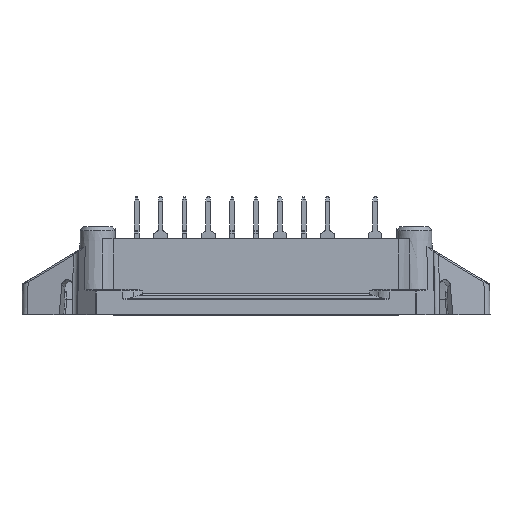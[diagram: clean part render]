
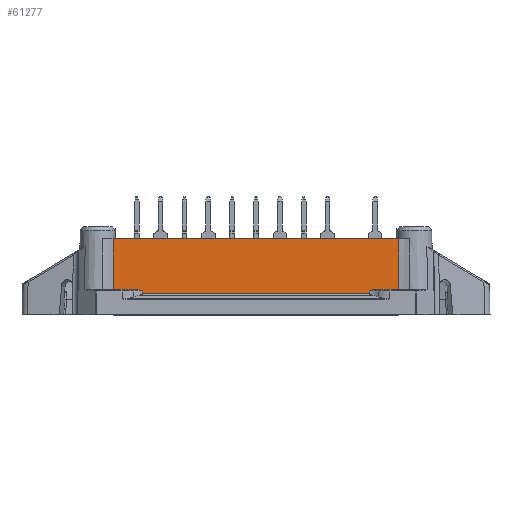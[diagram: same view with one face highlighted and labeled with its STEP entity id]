
A CAD part, front view. The second image highlights one B-rep face of the part: STEP entity #61277.
In plain terms, the highlighted planar face has unit normal (0, -1, 0.018).
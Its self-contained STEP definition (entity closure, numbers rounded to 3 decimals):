
#3284=B_SPLINE_CURVE_WITH_KNOTS('',3,(#84692,#84693,#84694,#84695,#84696,
#84697,#84698),.UNSPECIFIED.,.F.,.F.,(4,1,1,1,4),(0.,
0.,0.,0.,0.001),
 .UNSPECIFIED.);
#3294=B_SPLINE_CURVE_WITH_KNOTS('',3,(#84836,#84837,#84838,#84839),
 .UNSPECIFIED.,.F.,.F.,(4,4),(0.,0.001),
 .UNSPECIFIED.);
#3295=B_SPLINE_CURVE_WITH_KNOTS('',3,(#84853,#84854,#84855,#84856),
 .UNSPECIFIED.,.F.,.F.,(4,4),(0.001,0.001),
 .UNSPECIFIED.);
#3319=B_SPLINE_CURVE_WITH_KNOTS('',3,(#85143,#85144,#85145,#85146),
 .UNSPECIFIED.,.F.,.F.,(4,4),(0.,0.007),
 .UNSPECIFIED.);
#3321=B_SPLINE_CURVE_WITH_KNOTS('',3,(#85155,#85156,#85157,#85158,#85159,
#85160),.UNSPECIFIED.,.F.,.F.,(4,1,1,4),(0.,0.,0.001,
0.001),.UNSPECIFIED.);
#3322=B_SPLINE_CURVE_WITH_KNOTS('',3,(#85172,#85173,#85174,#85175),
 .UNSPECIFIED.,.F.,.F.,(4,4),(0.,0.007),.UNSPECIFIED.);
#5330=ORIENTED_EDGE('',*,*,#18168,.T.);
#5331=ORIENTED_EDGE('',*,*,#18124,.T.);
#5332=ORIENTED_EDGE('',*,*,#18175,.T.);
#5333=ORIENTED_EDGE('',*,*,#18117,.T.);
#5334=ORIENTED_EDGE('',*,*,#18194,.F.);
#5335=ORIENTED_EDGE('',*,*,#18263,.T.);
#5336=ORIENTED_EDGE('',*,*,#17496,.T.);
#5337=ORIENTED_EDGE('',*,*,#18272,.T.);
#5338=ORIENTED_EDGE('',*,*,#18273,.T.);
#5339=ORIENTED_EDGE('',*,*,#18266,.T.);
#17496=EDGE_CURVE('',#24073,#24072,#27892,.F.);
#18117=EDGE_CURVE('',#24628,#24629,#3284,.T.);
#18124=EDGE_CURVE('',#24633,#24635,#28171,.F.);
#18168=EDGE_CURVE('',#24663,#24633,#3294,.T.);
#18175=EDGE_CURVE('',#24635,#24628,#3295,.T.);
#18194=EDGE_CURVE('',#24681,#24629,#28191,.F.);
#18263=EDGE_CURVE('',#24681,#24073,#3319,.T.);
#18266=EDGE_CURVE('',#24724,#24663,#3321,.T.);
#18272=EDGE_CURVE('',#24072,#24728,#3322,.T.);
#18273=EDGE_CURVE('',#24728,#24724,#28221,.F.);
#24072=VERTEX_POINT('',#82917);
#24073=VERTEX_POINT('',#82919);
#24628=VERTEX_POINT('',#84699);
#24629=VERTEX_POINT('',#84700);
#24633=VERTEX_POINT('',#84714);
#24635=VERTEX_POINT('',#84723);
#24663=VERTEX_POINT('',#84840);
#24681=VERTEX_POINT('',#84899);
#24724=VERTEX_POINT('',#85161);
#24728=VERTEX_POINT('',#85176);
#27892=LINE('',#82918,#32068);
#28171=LINE('',#84724,#32347);
#28191=LINE('',#84900,#32367);
#28221=LINE('',#85177,#32397);
#32068=VECTOR('',#69209,1000.);
#32347=VECTOR('',#70126,1000.);
#32367=VECTOR('',#70272,1000.);
#32397=VECTOR('',#70398,1000.);
#36216=EDGE_LOOP('',(#5330,#5331,#5332,#5333,#5334,#5335,#5336,#5337,#5338,
#5339));
#38984=FACE_BOUND('',#36216,.T.);
#41562=PLANE('',#64472);
#61277=ADVANCED_FACE('',(#38984),#41562,.T.);
#64472=AXIS2_PLACEMENT_3D('',#85171,#70396,#70397);
#69209=DIRECTION('',(1.,0.,0.));
#70126=DIRECTION('',(-1.,0.,0.));
#70272=DIRECTION('',(1.,0.,0.));
#70396=DIRECTION('',(0.,-1.,0.017));
#70397=DIRECTION('',(0.,0.017,1.));
#70398=DIRECTION('',(-1.,0.,0.));
#82917=CARTESIAN_POINT('',(-19.154,-16.103,10.2));
#82918=CARTESIAN_POINT('',(-26.5,-16.103,10.2));
#82919=CARTESIAN_POINT('',(19.154,-16.103,10.2));
#84692=CARTESIAN_POINT('',(15.277,-16.225,3.203));
#84693=CARTESIAN_POINT('',(15.277,-16.224,3.233));
#84694=CARTESIAN_POINT('',(15.331,-16.223,3.273));
#84695=CARTESIAN_POINT('',(15.431,-16.223,3.319));
#84696=CARTESIAN_POINT('',(15.627,-16.222,3.377));
#84697=CARTESIAN_POINT('',(15.794,-16.221,3.4));
#84698=CARTESIAN_POINT('',(15.909,-16.221,3.4));
#84699=CARTESIAN_POINT('',(15.277,-16.225,3.203));
#84700=CARTESIAN_POINT('',(15.909,-16.221,3.4));
#84714=CARTESIAN_POINT('',(-15.277,-16.231,2.822));
#84723=CARTESIAN_POINT('',(15.277,-16.231,2.822));
#84724=CARTESIAN_POINT('',(15.276,-16.231,2.822));
#84836=CARTESIAN_POINT('',(-15.277,-16.225,3.203));
#84837=CARTESIAN_POINT('',(-15.277,-16.227,3.076));
#84838=CARTESIAN_POINT('',(-15.277,-16.229,2.949));
#84839=CARTESIAN_POINT('',(-15.277,-16.231,2.822));
#84840=CARTESIAN_POINT('',(-15.277,-16.225,3.203));
#84853=CARTESIAN_POINT('',(15.277,-16.231,2.822));
#84854=CARTESIAN_POINT('',(15.277,-16.229,2.949));
#84855=CARTESIAN_POINT('',(15.277,-16.227,3.076));
#84856=CARTESIAN_POINT('',(15.277,-16.225,3.203));
#84899=CARTESIAN_POINT('',(19.136,-16.221,3.4));
#84900=CARTESIAN_POINT('',(-26.5,-16.221,3.4));
#85143=CARTESIAN_POINT('',(19.136,-16.221,3.4));
#85144=CARTESIAN_POINT('',(19.142,-16.182,5.667));
#85145=CARTESIAN_POINT('',(19.148,-16.142,7.933));
#85146=CARTESIAN_POINT('',(19.154,-16.103,10.2));
#85155=CARTESIAN_POINT('',(-15.909,-16.221,3.4));
#85156=CARTESIAN_POINT('',(-15.794,-16.221,3.4));
#85157=CARTESIAN_POINT('',(-15.619,-16.222,3.378));
#85158=CARTESIAN_POINT('',(-15.415,-16.223,3.31));
#85159=CARTESIAN_POINT('',(-15.277,-16.224,3.262));
#85160=CARTESIAN_POINT('',(-15.277,-16.225,3.203));
#85161=CARTESIAN_POINT('',(-15.909,-16.221,3.4));
#85171=CARTESIAN_POINT('',(-26.5,-16.23,2.9));
#85172=CARTESIAN_POINT('',(-19.154,-16.103,10.2));
#85173=CARTESIAN_POINT('',(-19.148,-16.142,7.933));
#85174=CARTESIAN_POINT('',(-19.142,-16.182,5.667));
#85175=CARTESIAN_POINT('',(-19.136,-16.221,3.4));
#85176=CARTESIAN_POINT('',(-19.136,-16.221,3.4));
#85177=CARTESIAN_POINT('',(-26.5,-16.221,3.4));
